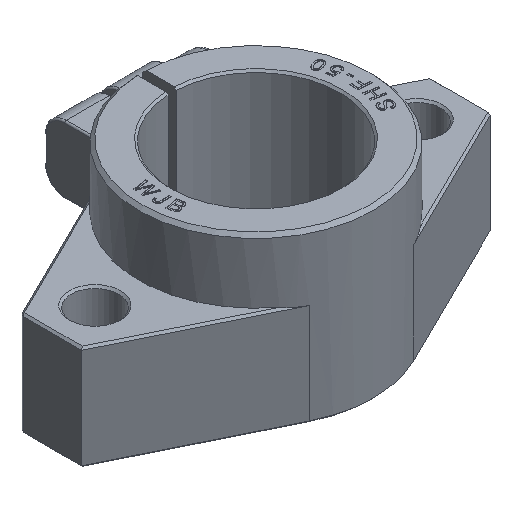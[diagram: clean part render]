
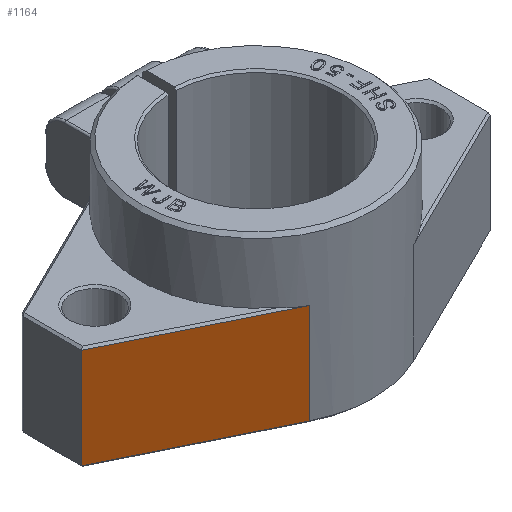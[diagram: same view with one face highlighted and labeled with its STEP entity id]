
A CAD part, isometric view. The second image highlights one B-rep face of the part: STEP entity #1164.
In plain terms, the highlighted planar face has unit normal (-0.441, -0.897, 0).
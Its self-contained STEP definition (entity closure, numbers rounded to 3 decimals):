
#353=LINE('',#4824,#594);
#385=LINE('',#5000,#626);
#420=LINE('',#5067,#661);
#423=LINE('',#5074,#664);
#594=VECTOR('',#3647,1.);
#626=VECTOR('',#3765,1.);
#661=VECTOR('',#3842,1.);
#664=VECTOR('',#3853,1.);
#833=FACE_OUTER_BOUND('',#1447,.T.);
#1007=PLANE('',#3368);
#1164=ADVANCED_FACE('',(#833),#1007,.T.);
#1447=EDGE_LOOP('',(#1929,#1930,#1931,#1932));
#1929=ORIENTED_EDGE('',*,*,#2940,.F.);
#1930=ORIENTED_EDGE('',*,*,#2978,.T.);
#1931=ORIENTED_EDGE('',*,*,#2975,.F.);
#1932=ORIENTED_EDGE('',*,*,#2874,.F.);
#2579=VERTEX_POINT('',#4823);
#2580=VERTEX_POINT('',#4825);
#2630=VERTEX_POINT('',#4999);
#2635=VERTEX_POINT('',#5026);
#2874=EDGE_CURVE('',#2579,#2580,#353,.T.);
#2940=EDGE_CURVE('',#2630,#2579,#385,.T.);
#2975=EDGE_CURVE('',#2580,#2635,#420,.T.);
#2978=EDGE_CURVE('',#2630,#2635,#423,.T.);
#3368=AXIS2_PLACEMENT_3D('',#5076,#3856,#3857);
#3647=DIRECTION('',(0.,0.,-1.));
#3765=DIRECTION('',(0.897,-0.441,0.));
#3842=DIRECTION('',(-0.897,0.441,0.));
#3853=DIRECTION('',(0.,0.,-1.));
#3856=DIRECTION('',(-0.441,-0.897,0.));
#3857=DIRECTION('',(0.,0.,-1.));
#4823=CARTESIAN_POINT('',(-15.448,-31.406,-0.6));
#4824=CARTESIAN_POINT('',(-15.448,-31.406,-0.6));
#4825=CARTESIAN_POINT('',(-15.448,-31.406,-30.4));
#4999=CARTESIAN_POINT('',(-61.,-9.,-0.6));
#5000=CARTESIAN_POINT('',(-61.,-9.,-0.6));
#5026=CARTESIAN_POINT('',(-61.,-9.,-30.4));
#5067=CARTESIAN_POINT('',(-15.448,-31.406,-30.4));
#5074=CARTESIAN_POINT('',(-61.,-9.,-0.6));
#5076=CARTESIAN_POINT('',(-61.,-9.,0.));
